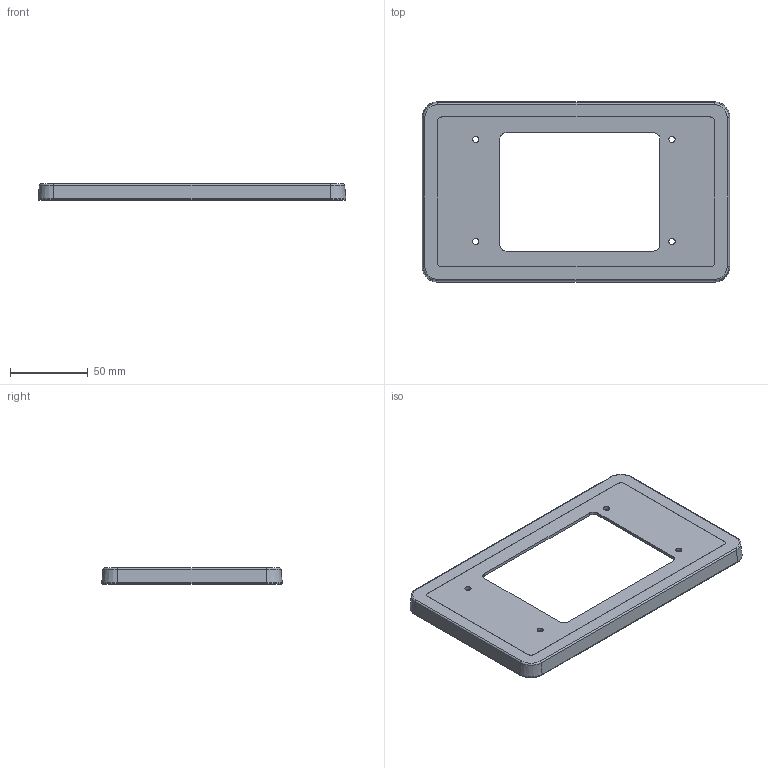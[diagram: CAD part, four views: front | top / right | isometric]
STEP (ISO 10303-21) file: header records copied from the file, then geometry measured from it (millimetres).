
FILE_DESCRIPTION (( 'STEP AP214' ), '1' );
FILE_NAME ('61000 Case Pi Mount by SeeMeCNC.STEP', '2019-07-23T13:21:50', ( '' ), ( '' ), 'SwSTEP 2.0', 'SolidWorks 2018', '' );
FILE_SCHEMA (( 'AUTOMOTIVE_DESIGN' ));
Length unit declared in the file: millimetre
Products named in the file (1): 61000 Case Pi Mount by SeeMeCNC
Bounding box: 197.98 x 116.04 x 10.46 mm (x, y, z)
Volume: 42704.2 mm3; surface area: 42507.1 mm2
Topology: 1 solids, 1 shells, 361 faces, 1011 edges, 666 vertices
Faces by surface type: plane 210, bspline 103, cylinder 20, cone 20, torus 8
Full cylindrical faces by diameter (mm): 4 x4
Entity records: 16553 total; most frequent: CARTESIAN_POINT 7914, ORIENTED_EDGE 2014, DIRECTION 1379, EDGE_CURVE 1007, LINE 693, VECTOR 693, VERTEX_POINT 666, EDGE_LOOP 389
